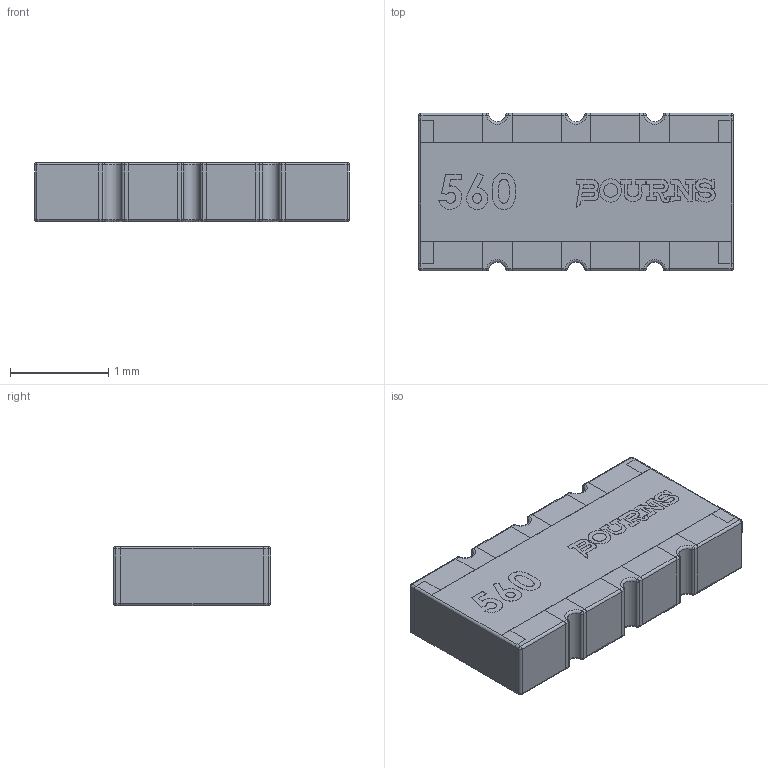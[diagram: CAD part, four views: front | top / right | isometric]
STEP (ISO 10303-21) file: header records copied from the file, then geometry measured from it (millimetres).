
FILE_DESCRIPTION (( 'STEP AP214' ), '1' );
FILE_NAME ('CAY16-560J4LF.STEP', '2022-10-25T17:18:44', ( '' ), ( '' ), 'SwSTEP 2.0', 'SolidWorks 2022', '' );
FILE_SCHEMA (( 'AUTOMOTIVE_DESIGN' ));
Length unit declared in the file: millimetre
Products named in the file (3): Bourns Logo-LAPTOP-NQA1DCQ3; CAY16-560J4LF
Assembly tree (2 placements, depth 2):
  CAY16-560J4LF
    CAY16-560J4LF
    Bourns Logo-LAPTOP-NQA1DCQ3
Bounding box: 3.2 x 1.6 x 0.6 mm (x, y, z)
Volume: 3 mm3; surface area: 35.4 mm2
Topology: 23 solids, 23 shells, 449 faces, 1117 edges, 682 vertices
Faces by surface type: plane 242, bspline 89, cylinder 74, sphere 32, torus 12
Entity records: 16329 total; most frequent: CARTESIAN_POINT 4666, ORIENTED_EDGE 2170, DIRECTION 1821, EDGE_CURVE 1085, LINE 723, VECTOR 723, VERTEX_POINT 682, AXIS2_PLACEMENT_3D 549
